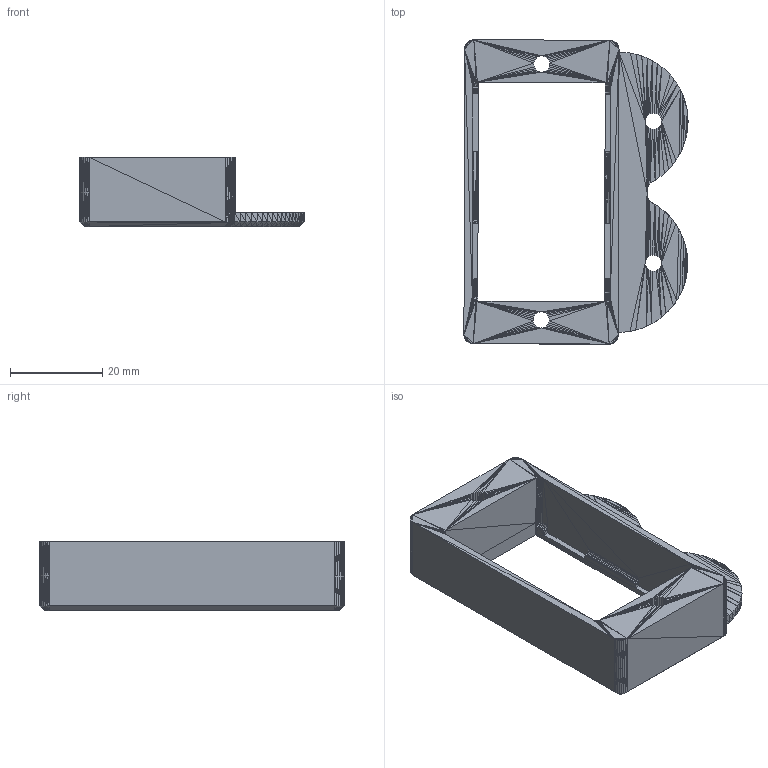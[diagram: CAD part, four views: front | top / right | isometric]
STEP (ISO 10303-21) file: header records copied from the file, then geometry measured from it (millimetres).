
FILE_DESCRIPTION(('FreeCAD Model'),'2;1');
FILE_NAME('./VORON-0/STLs/V0_Crew_Mods/c14 switchinlet front.step', '2020-04-30T21:39:04',('FreeCAD'),('FreeCAD'), 'Open CASCADE STEP processor 7.3','FreeCAD','Unknown');
FILE_SCHEMA(('AUTOMOTIVE_DESIGN { 1 0 10303 214 1 1 1 1 }'));
Length unit declared in the file: millimetre
Products named in the file (1): Open CASCADE STEP translator 7.3 1
Bounding box: 48.6 x 65.97 x 15 mm (x, y, z)
Surface area: 8741.1 mm2 (no closed solid volume)
Topology: 0 solids, 1 shells, 1794 faces, 2995 edges, 1198 vertices
Faces by surface type: plane 1794
Entity records: 37741 total; most frequent: DIRECTION 6585, ORIENTED_EDGE 5990, CARTESIAN_POINT 5988, EDGE_CURVE 2995, LINE 2995, VECTOR 2995, FACE_BOUND 1799, EDGE_LOOP 1799
